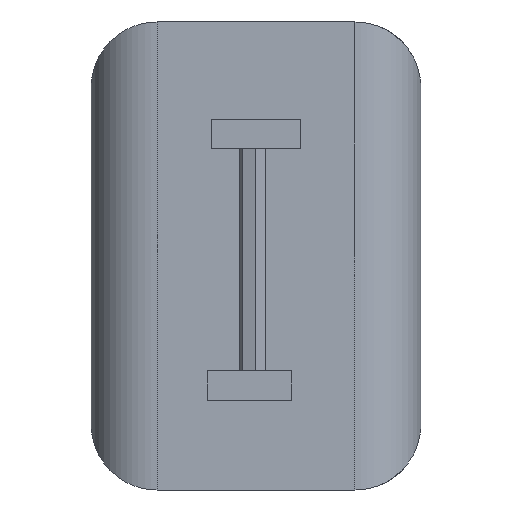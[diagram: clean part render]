
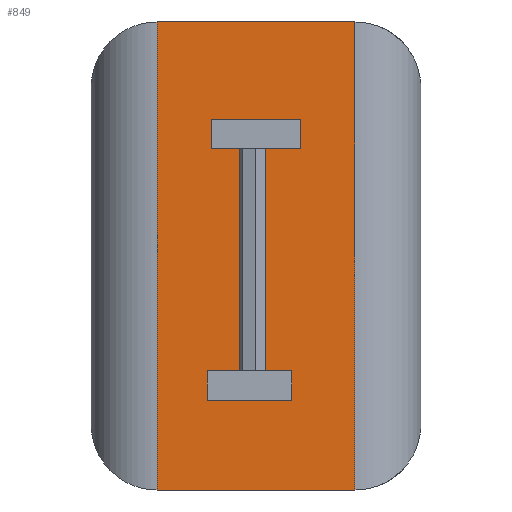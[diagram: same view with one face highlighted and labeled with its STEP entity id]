
A CAD part, left-side view. The second image highlights one B-rep face of the part: STEP entity #849.
In plain terms, the highlighted planar face has unit normal (-1, 0, 0).
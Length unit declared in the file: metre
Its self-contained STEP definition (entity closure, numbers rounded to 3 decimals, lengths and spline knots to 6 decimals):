
#76=ORIENTED_EDGE('',*,*,#306,.F.);
#77=ORIENTED_EDGE('',*,*,#316,.T.);
#78=ORIENTED_EDGE('',*,*,#317,.T.);
#79=ORIENTED_EDGE('',*,*,#318,.F.);
#80=ORIENTED_EDGE('',*,*,#319,.F.);
#81=ORIENTED_EDGE('',*,*,#320,.T.);
#82=ORIENTED_EDGE('',*,*,#321,.T.);
#83=ORIENTED_EDGE('',*,*,#322,.T.);
#84=ORIENTED_EDGE('',*,*,#323,.F.);
#85=ORIENTED_EDGE('',*,*,#296,.T.);
#86=ORIENTED_EDGE('',*,*,#324,.T.);
#87=ORIENTED_EDGE('',*,*,#325,.F.);
#296=EDGE_CURVE('',#416,#417,#494,.T.);
#306=EDGE_CURVE('',#426,#427,#504,.T.);
#316=EDGE_CURVE('',#426,#436,#514,.T.);
#317=EDGE_CURVE('',#436,#437,#515,.T.);
#318=EDGE_CURVE('',#427,#437,#516,.T.);
#319=EDGE_CURVE('',#438,#439,#517,.T.);
#320=EDGE_CURVE('',#438,#440,#518,.F.);
#321=EDGE_CURVE('',#440,#441,#519,.T.);
#322=EDGE_CURVE('',#441,#439,#520,.T.);
#323=EDGE_CURVE('',#416,#442,#521,.T.);
#324=EDGE_CURVE('',#417,#443,#522,.T.);
#325=EDGE_CURVE('',#442,#443,#523,.T.);
#416=VERTEX_POINT('',#1243);
#417=VERTEX_POINT('',#1244);
#426=VERTEX_POINT('',#1264);
#427=VERTEX_POINT('',#1265);
#436=VERTEX_POINT('',#1285);
#437=VERTEX_POINT('',#1287);
#438=VERTEX_POINT('',#1290);
#439=VERTEX_POINT('',#1291);
#440=VERTEX_POINT('',#1293);
#441=VERTEX_POINT('',#1295);
#442=VERTEX_POINT('',#1298);
#443=VERTEX_POINT('',#1300);
#494=LINE('',#1242,#600);
#504=LINE('',#1263,#610);
#514=LINE('',#1284,#620);
#515=LINE('',#1286,#621);
#516=LINE('',#1288,#622);
#517=LINE('',#1289,#623);
#518=LINE('',#1292,#624);
#519=LINE('',#1294,#625);
#520=LINE('',#1296,#626);
#521=LINE('',#1297,#627);
#522=LINE('',#1299,#628);
#523=LINE('',#1301,#629);
#600=VECTOR('',#996,1.);
#610=VECTOR('',#1008,1.);
#620=VECTOR('',#1020,1.);
#621=VECTOR('',#1021,1.);
#622=VECTOR('',#1022,1.);
#623=VECTOR('',#1023,1.);
#624=VECTOR('',#1024,1.);
#625=VECTOR('',#1025,1.);
#626=VECTOR('',#1026,1.);
#627=VECTOR('',#1027,1.);
#628=VECTOR('',#1028,1.);
#629=VECTOR('',#1029,1.);
#694=EDGE_LOOP('',(#76,#77,#78,#79));
#695=EDGE_LOOP('',(#80,#81,#82,#83));
#696=EDGE_LOOP('',(#84,#85,#86,#87));
#754=FACE_BOUND('',#694,.T.);
#755=FACE_BOUND('',#695,.T.);
#756=FACE_BOUND('',#696,.T.);
#810=PLANE('',#911);
#849=ADVANCED_FACE('',(#754,#755,#756),#810,.F.);
#911=AXIS2_PLACEMENT_3D('',#1283,#1018,#1019);
#996=DIRECTION('',(0.,1.,0.));
#1008=DIRECTION('',(0.,1.,0.));
#1018=DIRECTION('',(1.,0.,0.));
#1019=DIRECTION('',(0.,0.,-1.));
#1020=DIRECTION('',(0.,0.,-1.));
#1021=DIRECTION('',(0.,1.,0.));
#1022=DIRECTION('',(0.,0.,-1.));
#1023=DIRECTION('',(0.,1.,0.));
#1024=DIRECTION('',(0.,0.,-1.));
#1025=DIRECTION('',(0.,1.,0.));
#1026=DIRECTION('',(0.,0.,-1.));
#1027=DIRECTION('',(0.,0.,1.));
#1028=DIRECTION('',(0.,0.,1.));
#1029=DIRECTION('',(0.,1.,0.));
#1242=CARTESIAN_POINT('',(-0.020116,-0.0254,0.007533));
#1243=CARTESIAN_POINT('',(-0.020116,-0.016151,0.007533));
#1244=CARTESIAN_POINT('',(-0.020116,-0.009297,0.007533));
#1263=CARTESIAN_POINT('',(-0.020116,-0.012199,-0.009564));
#1264=CARTESIAN_POINT('',(-0.020116,-0.015464,-0.009564));
#1265=CARTESIAN_POINT('',(-0.020116,-0.008934,-0.009564));
#1283=CARTESIAN_POINT('',(-0.020116,-0.0254,-0.000737));
#1284=CARTESIAN_POINT('',(-0.020116,-0.015464,-0.010714));
#1285=CARTESIAN_POINT('',(-0.020116,-0.015464,-0.011864));
#1286=CARTESIAN_POINT('',(-0.020116,-0.012199,-0.011864));
#1287=CARTESIAN_POINT('',(-0.020116,-0.008934,-0.011864));
#1288=CARTESIAN_POINT('',(-0.020116,-0.008934,-0.010714));
#1289=CARTESIAN_POINT('',(-0.020116,-0.0254,-0.018756));
#1290=CARTESIAN_POINT('',(-0.020116,-0.02032,-0.018756));
#1291=CARTESIAN_POINT('',(-0.020116,-0.00508,-0.018756));
#1292=CARTESIAN_POINT('',(-0.020116,-0.02032,0.017283));
#1293=CARTESIAN_POINT('',(-0.020116,-0.02032,0.017283));
#1294=CARTESIAN_POINT('',(-0.020116,-0.0254,0.017283));
#1295=CARTESIAN_POINT('',(-0.020116,-0.00508,0.017283));
#1296=CARTESIAN_POINT('',(-0.020116,-0.00508,-0.000737));
#1297=CARTESIAN_POINT('',(-0.020116,-0.016151,-0.000737));
#1298=CARTESIAN_POINT('',(-0.020116,-0.016151,0.009809));
#1299=CARTESIAN_POINT('',(-0.020116,-0.009297,-0.000737));
#1300=CARTESIAN_POINT('',(-0.020116,-0.009297,0.009809));
#1301=CARTESIAN_POINT('',(-0.020116,-0.0254,0.009809));
